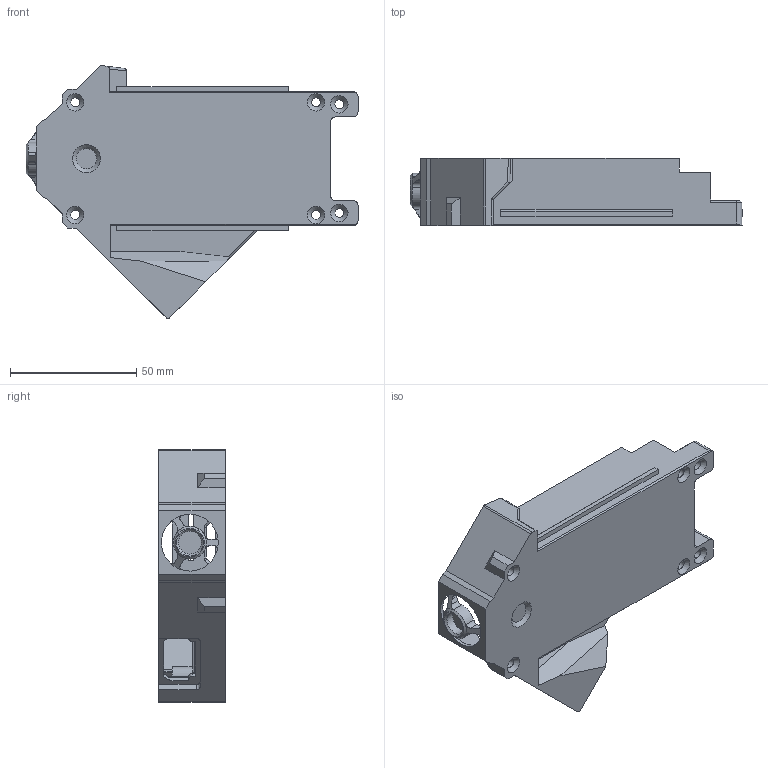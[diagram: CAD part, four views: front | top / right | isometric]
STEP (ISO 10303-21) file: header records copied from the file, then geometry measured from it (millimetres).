
FILE_DESCRIPTION(/* description */ (''),/* implementation_level */ '2;1');
FILE_NAME(/* name */ 'BASEPART_LEFT_V01.step',/* time_stamp */ '2023-01-16T21:50:46+01:00',/* author */ (''),/* organization */ (''),/* preprocessor_version */ 'ST-DEVELOPER v19.2',/* originating_system */ 'Autodesk Translation Framework v11.17.0.187',/* authorisation */ '');
FILE_SCHEMA (('AUTOMOTIVE_DESIGN { 1 0 10303 214 3 1 1 }'));
Length unit declared in the file: millimetre
Products named in the file (1): BASEPART_LEFT_V01_PR
Bounding box: 131.32 x 26.5 x 100.05 mm (x, y, z)
Volume: 35742.6 mm3; surface area: 34693.2 mm2
Topology: 1 solids, 1 shells, 327 faces, 883 edges, 560 vertices
Faces by surface type: plane 181, cylinder 95, cone 35, bspline 11, torus 5
Full cylindrical faces by diameter (mm): 2.7 x2, 3 x2, 3.6 x6, 4 x3, 9 x1
Entity records: 10944 total; most frequent: CARTESIAN_POINT 2576, ORIENTED_EDGE 1758, DIRECTION 1728, EDGE_CURVE 879, LINE 590, VECTOR 590, AXIS2_PLACEMENT_3D 569, VERTEX_POINT 560
